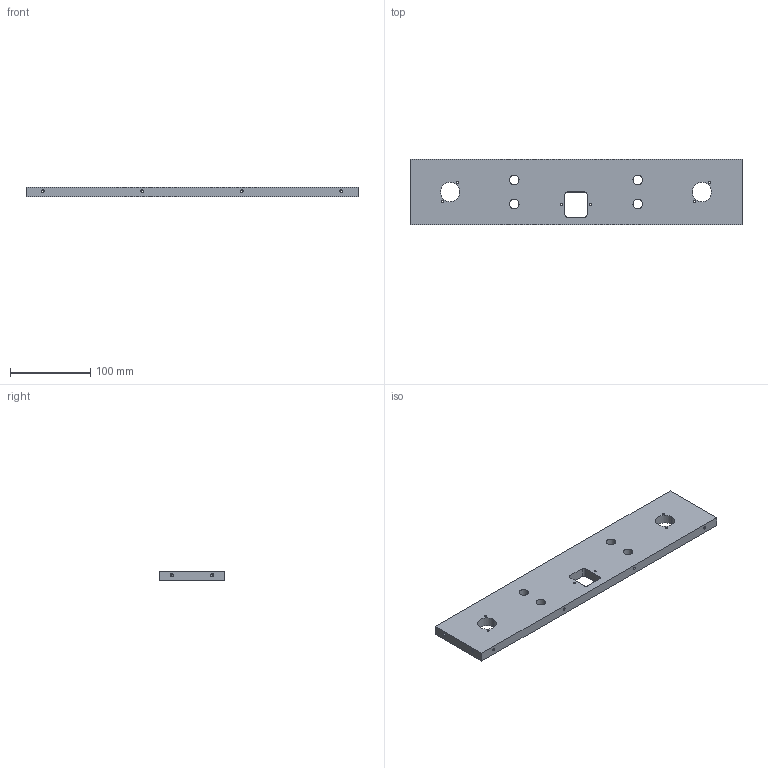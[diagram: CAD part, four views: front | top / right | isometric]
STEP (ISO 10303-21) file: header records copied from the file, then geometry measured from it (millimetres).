
FILE_DESCRIPTION (( 'STEP AP203' ), '1' );
FILE_NAME ('BackPanel_AP203.STEP', '2018-08-07T12:14:00', ( '' ), ( '' ), 'SwSTEP 2.0', 'SolidWorks 2018', '' );
FILE_SCHEMA (( 'CONFIG_CONTROL_DESIGN' ));
Length unit declared in the file: millimetre
Products named in the file (1): BackPanel_AP203
Bounding box: 414 x 82 x 12 mm (x, y, z)
Volume: 377366.5 mm3; surface area: 84456.9 mm2
Topology: 1 solids, 1 shells, 90 faces, 228 edges, 136 vertices
Faces by surface type: cylinder 44, cone 36, plane 10
Entity records: 2809 total; most frequent: DIRECTION 518, CARTESIAN_POINT 447, ORIENTED_EDGE 440, EDGE_CURVE 220, AXIS2_PLACEMENT_3D 207, VERTEX_POINT 136, EDGE_LOOP 128, CIRCLE 116
